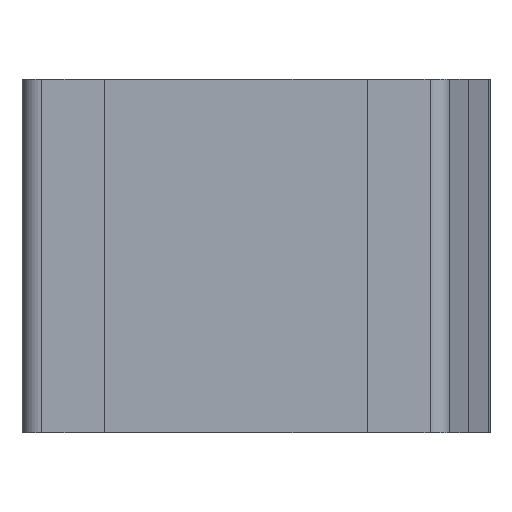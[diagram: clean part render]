
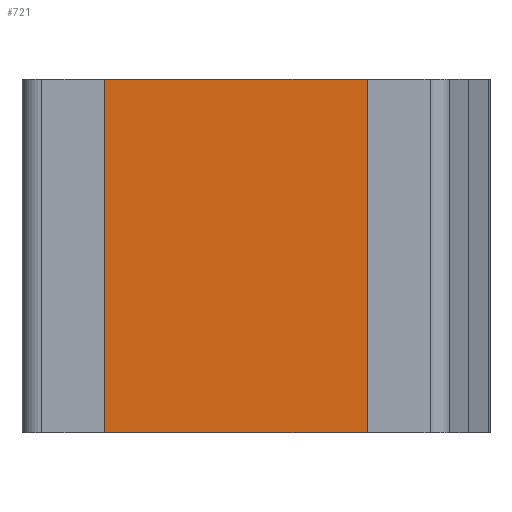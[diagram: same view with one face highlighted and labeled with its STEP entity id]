
A CAD part, front view. The second image highlights one B-rep face of the part: STEP entity #721.
In plain terms, the highlighted planar face has unit normal (0, -1, 0).
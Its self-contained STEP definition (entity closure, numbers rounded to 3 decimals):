
#167=DIRECTION('',(1.,0.,0.));
#168=VECTOR('',#167,13.353);
#169=CARTESIAN_POINT('',(-6.676,-6.95,-9.));
#170=LINE('',#169,#168);
#171=DIRECTION('',(0.,0.,1.));
#172=VECTOR('',#171,18.);
#173=CARTESIAN_POINT('',(6.676,-6.95,-9.));
#174=LINE('',#173,#172);
#175=DIRECTION('',(0.,0.,1.));
#176=VECTOR('',#175,18.);
#177=CARTESIAN_POINT('',(-6.676,-6.95,-9.));
#178=LINE('',#177,#176);
#319=DIRECTION('',(1.,0.,0.));
#320=VECTOR('',#319,13.353);
#321=CARTESIAN_POINT('',(-6.676,-6.95,9.));
#322=LINE('',#321,#320);
#469=CARTESIAN_POINT('',(6.676,-6.95,-9.));
#471=VERTEX_POINT('',#469);
#539=CARTESIAN_POINT('',(-6.676,-6.95,-9.));
#540=VERTEX_POINT('',#539);
#541=CARTESIAN_POINT('',(6.676,-6.95,9.));
#543=VERTEX_POINT('',#541);
#611=CARTESIAN_POINT('',(-6.676,-6.95,9.));
#612=VERTEX_POINT('',#611);
#708=CARTESIAN_POINT('',(-6.676,-6.95,-9.));
#709=DIRECTION('',(0.,-1.,0.));
#710=DIRECTION('',(1.,0.,0.));
#711=AXIS2_PLACEMENT_3D('',#708,#709,#710);
#712=PLANE('',#711);
#713=ORIENTED_EDGE('',*,*,#688,.F.);
#715=ORIENTED_EDGE('',*,*,#714,.T.);
#717=ORIENTED_EDGE('',*,*,#716,.T.);
#718=ORIENTED_EDGE('',*,*,#699,.F.);
#719=EDGE_LOOP('',(#713,#715,#717,#718));
#720=FACE_OUTER_BOUND('',#719,.F.);
#688=EDGE_CURVE('',#540,#471,#170,.T.);
#699=EDGE_CURVE('',#471,#543,#174,.T.);
#714=EDGE_CURVE('',#540,#612,#178,.T.);
#716=EDGE_CURVE('',#612,#543,#322,.T.);
#721=ADVANCED_FACE('',(#720),#712,.T.);
